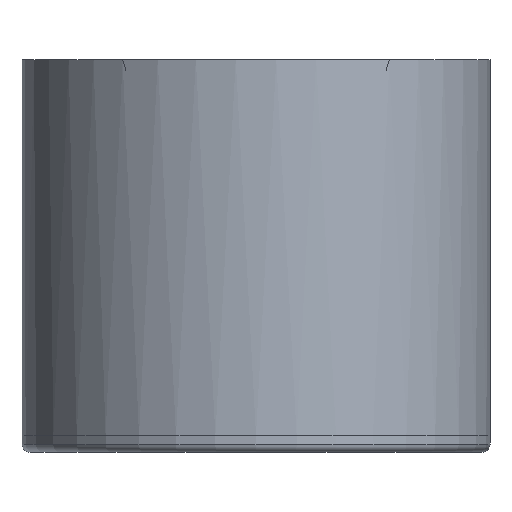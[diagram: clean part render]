
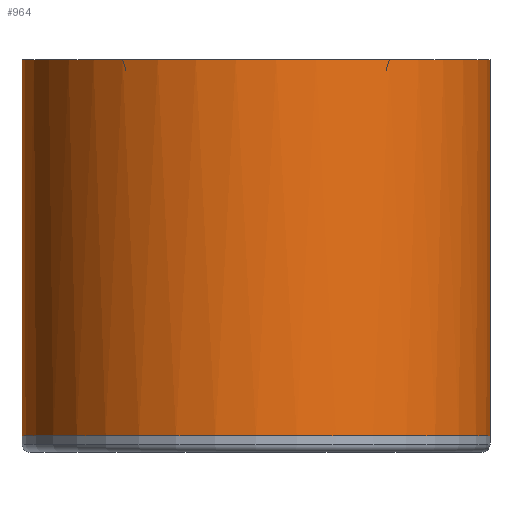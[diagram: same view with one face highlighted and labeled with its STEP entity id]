
A CAD part, front view. The second image highlights one B-rep face of the part: STEP entity #964.
In plain terms, the highlighted cylindrical face has radius 28 mm (diameter 56 mm), a full revolution.
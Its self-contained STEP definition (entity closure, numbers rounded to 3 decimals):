
#81=LINE('',#1481,#164);
#164=VECTOR('',#1178,28.);
#241=CYLINDRICAL_SURFACE('',#1044,28.);
#263=FACE_OUTER_BOUND('',#319,.T.);
#319=EDGE_LOOP('',(#702,#703,#704,#705,#706,#707,#708,#709));
#394=CIRCLE('',#1031,28.);
#395=CIRCLE('',#1032,28.);
#397=CIRCLE('',#1036,28.);
#399=CIRCLE('',#1039,28.);
#401=CIRCLE('',#1045,28.);
#402=CIRCLE('',#1046,28.);
#448=VERTEX_POINT('',#1431);
#451=VERTEX_POINT('',#1438);
#452=VERTEX_POINT('',#1442);
#455=VERTEX_POINT('',#1452);
#456=VERTEX_POINT('',#1456);
#461=VERTEX_POINT('',#1479);
#536=EDGE_CURVE('',#451,#452,#394,.T.);
#537=EDGE_CURVE('',#452,#448,#395,.T.);
#542=EDGE_CURVE('',#448,#455,#397,.T.);
#546=EDGE_CURVE('',#455,#456,#399,.T.);
#553=EDGE_CURVE('',#461,#461,#401,.T.);
#554=EDGE_CURVE('',#461,#452,#81,.T.);
#555=EDGE_CURVE('',#456,#451,#402,.T.);
#702=ORIENTED_EDGE('',*,*,#553,.F.);
#703=ORIENTED_EDGE('',*,*,#554,.T.);
#704=ORIENTED_EDGE('',*,*,#536,.F.);
#705=ORIENTED_EDGE('',*,*,#555,.F.);
#706=ORIENTED_EDGE('',*,*,#546,.F.);
#707=ORIENTED_EDGE('',*,*,#542,.F.);
#708=ORIENTED_EDGE('',*,*,#537,.F.);
#709=ORIENTED_EDGE('',*,*,#554,.F.);
#964=ADVANCED_FACE('',(#263),#241,.T.);
#1031=AXIS2_PLACEMENT_3D('',#1443,#1140,#1141);
#1032=AXIS2_PLACEMENT_3D('',#1444,#1142,#1143);
#1036=AXIS2_PLACEMENT_3D('',#1454,#1153,#1154);
#1039=AXIS2_PLACEMENT_3D('',#1466,#1159,#1160);
#1044=AXIS2_PLACEMENT_3D('',#1478,#1174,#1175);
#1045=AXIS2_PLACEMENT_3D('',#1480,#1176,#1177);
#1046=AXIS2_PLACEMENT_3D('',#1482,#1179,#1180);
#1140=DIRECTION('center_axis',(0.,0.,1.));
#1141=DIRECTION('ref_axis',(1.,0.,0.));
#1142=DIRECTION('center_axis',(0.,0.,1.));
#1143=DIRECTION('ref_axis',(1.,0.,0.));
#1153=DIRECTION('center_axis',(0.,0.,1.));
#1154=DIRECTION('ref_axis',(1.,0.,0.));
#1159=DIRECTION('center_axis',(0.,0.,1.));
#1160=DIRECTION('ref_axis',(1.,0.,0.));
#1174=DIRECTION('center_axis',(0.,0.,-1.));
#1175=DIRECTION('ref_axis',(1.,0.,0.));
#1176=DIRECTION('center_axis',(0.,0.,-1.));
#1177=DIRECTION('ref_axis',(1.,0.,0.));
#1178=DIRECTION('',(0.,0.,1.));
#1179=DIRECTION('center_axis',(0.,0.,1.));
#1180=DIRECTION('ref_axis',(1.,0.,0.));
#1431=CARTESIAN_POINT('',(-15.961,-23.006,3.));
#1438=CARTESIAN_POINT('',(-15.961,23.006,3.));
#1442=CARTESIAN_POINT('',(-28.,0.,3.));
#1443=CARTESIAN_POINT('Origin',(0.,0.,3.));
#1444=CARTESIAN_POINT('Origin',(0.,0.,3.));
#1452=CARTESIAN_POINT('',(15.961,-23.006,3.));
#1454=CARTESIAN_POINT('Origin',(0.,0.,3.));
#1456=CARTESIAN_POINT('',(15.961,23.006,3.));
#1466=CARTESIAN_POINT('Origin',(0.,0.,3.));
#1478=CARTESIAN_POINT('Origin',(0.,0.,3.));
#1479=CARTESIAN_POINT('',(-28.,0.,-42.));
#1480=CARTESIAN_POINT('Origin',(0.,0.,-42.));
#1481=CARTESIAN_POINT('',(-28.,0.,3.));
#1482=CARTESIAN_POINT('Origin',(0.,0.,3.));
